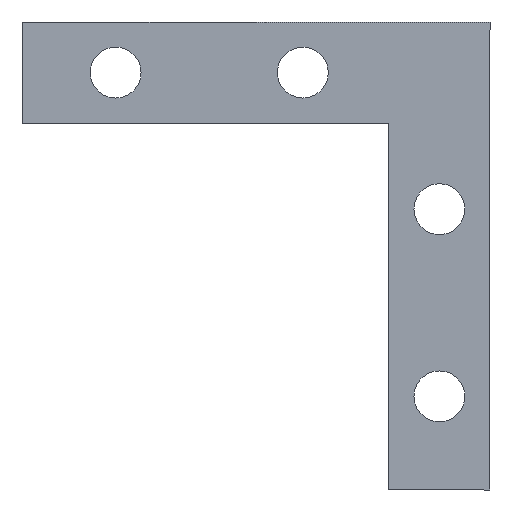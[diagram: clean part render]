
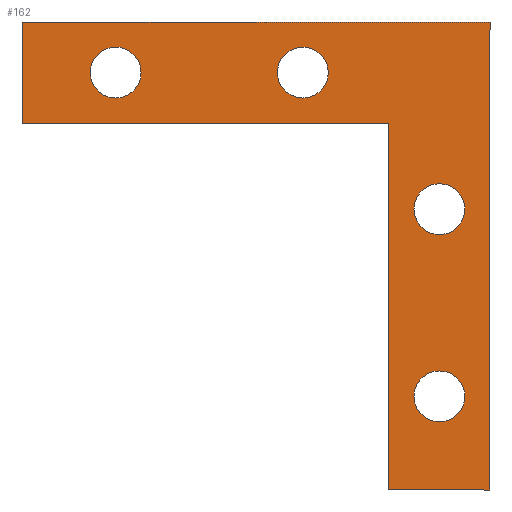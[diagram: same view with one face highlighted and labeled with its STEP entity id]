
A CAD part, front view. The second image highlights one B-rep face of the part: STEP entity #162.
In plain terms, the highlighted planar face has unit normal (0, -1, 0).
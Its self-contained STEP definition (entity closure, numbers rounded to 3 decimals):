
#3 = VERTEX_POINT ( 'NONE', #215 ) ;
#6 = VERTEX_POINT ( 'NONE', #226 ) ;
#7 = CARTESIAN_POINT ( 'NONE',  ( -62.5, 0., -13.5 ) ) ;
#9 = VERTEX_POINT ( 'NONE', #219 ) ;
#10 = VERTEX_POINT ( 'NONE', #216 ) ;
#16 = EDGE_CURVE ( 'NONE', #9, #6, #213, .T. ) ;
#27 = EDGE_CURVE ( 'NONE', #6, #28, #232, .T. ) ;
#28 = VERTEX_POINT ( 'NONE', #238 ) ;
#32 = VERTEX_POINT ( 'NONE', #298 ) ;
#36 = EDGE_CURVE ( 'NONE', #32, #37, #296, .T. ) ;
#37 = VERTEX_POINT ( 'NONE', #297 ) ;
#40 = LINE ( 'NONE', #7, #106 ) ;
#43 = VERTEX_POINT ( 'NONE', #271 ) ;
#45 = VERTEX_POINT ( 'NONE', #277 ) ;
#53 = EDGE_CURVE ( 'NONE', #28, #45, #284, .T. ) ;
#56 = EDGE_CURVE ( 'NONE', #45, #43, #40, .T. ) ;
#64 = VERTEX_POINT ( 'NONE', #384 ) ;
#68 = EDGE_CURVE ( 'NONE', #64, #69, #487, .T. ) ;
#69 = VERTEX_POINT ( 'NONE', #499 ) ;
#83 = EDGE_CURVE ( 'NONE', #10, #3, #397, .T. ) ;
#91 = EDGE_CURVE ( 'NONE', #102, #103, #404, .T. ) ;
#102 = VERTEX_POINT ( 'NONE', #425 ) ;
#103 = VERTEX_POINT ( 'NONE', #429 ) ;
#105 = DIRECTION ( 'NONE',  ( -1., 0., 0. ) ) ;
#106 = VECTOR ( 'NONE', #105, 1000. ) ;
#112 = EDGE_LOOP ( 'NONE', ( #124, #121 ) ) ;
#114 = EDGE_LOOP ( 'NONE', ( #161, #159 ) ) ;
#115 = EDGE_LOOP ( 'NONE', ( #119, #122 ) ) ;
#119 = ORIENTED_EDGE ( 'NONE', *, *, #120, .T. ) ;
#120 = EDGE_CURVE ( 'NONE', #103, #102, #415, .T. ) ;
#121 = ORIENTED_EDGE ( 'NONE', *, *, #36, .T. ) ;
#122 = ORIENTED_EDGE ( 'NONE', *, *, #91, .T. ) ;
#123 = EDGE_CURVE ( 'NONE', #69, #64, #411, .T. ) ;
#124 = ORIENTED_EDGE ( 'NONE', *, *, #179, .T. ) ;
#136 = ORIENTED_EDGE ( 'NONE', *, *, #16, .F. ) ;
#148 = EDGE_CURVE ( 'NONE', #3, #10, #353, .T. ) ;
#150 = ORIENTED_EDGE ( 'NONE', *, *, #83, .T. ) ;
#151 = ORIENTED_EDGE ( 'NONE', *, *, #27, .F. ) ;
#152 = EDGE_LOOP ( 'NONE', ( #136, #208, #154, #153, #181, #151 ) ) ;
#153 = ORIENTED_EDGE ( 'NONE', *, *, #56, .F. ) ;
#154 = ORIENTED_EDGE ( 'NONE', *, *, #172, .F. ) ;
#159 = ORIENTED_EDGE ( 'NONE', *, *, #68, .T. ) ;
#160 = EDGE_LOOP ( 'NONE', ( #180, #150 ) ) ;
#161 = ORIENTED_EDGE ( 'NONE', *, *, #123, .T. ) ;
#162 = ADVANCED_FACE ( 'NONE', ( #338, #336, #339, #340, #352 ), #332, .F. ) ;
#172 = EDGE_CURVE ( 'NONE', #43, #193, #313, .T. ) ;
#179 = EDGE_CURVE ( 'NONE', #37, #32, #314, .T. ) ;
#180 = ORIENTED_EDGE ( 'NONE', *, *, #148, .T. ) ;
#181 = ORIENTED_EDGE ( 'NONE', *, *, #53, .F. ) ;
#193 = VERTEX_POINT ( 'NONE', #463 ) ;
#195 = EDGE_CURVE ( 'NONE', #193, #9, #462, .T. ) ;
#208 = ORIENTED_EDGE ( 'NONE', *, *, #195, .F. ) ;
#211 = DIRECTION ( 'NONE',  ( 0., 0., -1. ) ) ;
#212 = VECTOR ( 'NONE', #211, 1000. ) ;
#213 = LINE ( 'NONE', #221, #212 ) ;
#215 = CARTESIAN_POINT ( 'NONE',  ( -6.75, 0., -46.6 ) ) ;
#216 = CARTESIAN_POINT ( 'NONE',  ( -6.75, 0., -53.4 ) ) ;
#219 = CARTESIAN_POINT ( 'NONE',  ( 0., 0., 0. ) ) ;
#221 = CARTESIAN_POINT ( 'NONE',  ( 0., 0., -62.5 ) ) ;
#226 = CARTESIAN_POINT ( 'NONE',  ( 0., 0., -62.5 ) ) ;
#229 = DIRECTION ( 'NONE',  ( -1., 0., 0. ) ) ;
#230 = VECTOR ( 'NONE', #229, 1000. ) ;
#231 = CARTESIAN_POINT ( 'NONE',  ( -13.5, 0., -62.5 ) ) ;
#232 = LINE ( 'NONE', #231, #230 ) ;
#238 = CARTESIAN_POINT ( 'NONE',  ( -13.5, 0., -62.5 ) ) ;
#271 = CARTESIAN_POINT ( 'NONE',  ( -62.5, 0., -13.5 ) ) ;
#272 = DIRECTION ( 'NONE',  ( 0., 0., 1. ) ) ;
#273 = DIRECTION ( 'NONE',  ( 0., 1., 0. ) ) ;
#274 = AXIS2_PLACEMENT_3D ( 'NONE', #295, #273, #272 ) ;
#277 = CARTESIAN_POINT ( 'NONE',  ( -13.5, 0., -13.5 ) ) ;
#278 = DIRECTION ( 'NONE',  ( 0., 0., 1. ) ) ;
#279 = VECTOR ( 'NONE', #278, 1000. ) ;
#280 = CARTESIAN_POINT ( 'NONE',  ( -13.5, 0., -13.5 ) ) ;
#284 = LINE ( 'NONE', #280, #279 ) ;
#295 = CARTESIAN_POINT ( 'NONE',  ( -50., 0., -6.75 ) ) ;
#296 = CIRCLE ( 'NONE', #274, 3.4 ) ;
#297 = CARTESIAN_POINT ( 'NONE',  ( -50., 0., -3.35 ) ) ;
#298 = CARTESIAN_POINT ( 'NONE',  ( -50., 0., -10.15 ) ) ;
#303 = DIRECTION ( 'NONE',  ( 0., 1., 0. ) ) ;
#304 = DIRECTION ( 'NONE',  ( 0., 0., 1. ) ) ;
#305 = VECTOR ( 'NONE', #304, 1000. ) ;
#310 = CARTESIAN_POINT ( 'NONE',  ( -50., 0., -6.75 ) ) ;
#313 = LINE ( 'NONE', #325, #305 ) ;
#314 = CIRCLE ( 'NONE', #324, 3.4 ) ;
#324 = AXIS2_PLACEMENT_3D ( 'NONE', #310, #303, #466 ) ;
#325 = CARTESIAN_POINT ( 'NONE',  ( -62.5, 0., 0. ) ) ;
#332 = PLANE ( 'NONE',  #341 ) ;
#336 = FACE_BOUND ( 'NONE', #115, .T. ) ;
#338 = FACE_BOUND ( 'NONE', #112, .T. ) ;
#339 = FACE_BOUND ( 'NONE', #114, .T. ) ;
#340 = FACE_BOUND ( 'NONE', #160, .T. ) ;
#341 = AXIS2_PLACEMENT_3D ( 'NONE', #470, #469, #468 ) ;
#342 = DIRECTION ( 'NONE',  ( 0., 0., 1. ) ) ;
#343 = DIRECTION ( 'NONE',  ( 0., 1., 0. ) ) ;
#344 = AXIS2_PLACEMENT_3D ( 'NONE', #350, #343, #342 ) ;
#350 = CARTESIAN_POINT ( 'NONE',  ( -6.75, 0., -50. ) ) ;
#352 = FACE_OUTER_BOUND ( 'NONE', #152, .T. ) ;
#353 = CIRCLE ( 'NONE', #344, 3.4 ) ;
#375 = DIRECTION ( 'NONE',  ( 1., 0., 0. ) ) ;
#384 = CARTESIAN_POINT ( 'NONE',  ( -6.75, 0., -28.4 ) ) ;
#387 = DIRECTION ( 'NONE',  ( 0., 0., 1. ) ) ;
#388 = DIRECTION ( 'NONE',  ( 0., 1., 0. ) ) ;
#389 = CARTESIAN_POINT ( 'NONE',  ( -6.75, 0., -50. ) ) ;
#390 = AXIS2_PLACEMENT_3D ( 'NONE', #389, #388, #387 ) ;
#397 = CIRCLE ( 'NONE', #390, 3.4 ) ;
#403 = AXIS2_PLACEMENT_3D ( 'NONE', #442, #428, #427 ) ;
#404 = CIRCLE ( 'NONE', #403, 3.4 ) ;
#410 = DIRECTION ( 'NONE',  ( 0., 1., 0. ) ) ;
#411 = CIRCLE ( 'NONE', #417, 3.4 ) ;
#415 = CIRCLE ( 'NONE', #419, 3.4 ) ;
#417 = AXIS2_PLACEMENT_3D ( 'NONE', #424, #456, #451 ) ;
#419 = AXIS2_PLACEMENT_3D ( 'NONE', #426, #410, #454 ) ;
#424 = CARTESIAN_POINT ( 'NONE',  ( -6.75, 0., -25. ) ) ;
#425 = CARTESIAN_POINT ( 'NONE',  ( -25., 0., -10.15 ) ) ;
#426 = CARTESIAN_POINT ( 'NONE',  ( -25., 0., -6.75 ) ) ;
#427 = DIRECTION ( 'NONE',  ( 0., 0., 1. ) ) ;
#428 = DIRECTION ( 'NONE',  ( 0., 1., 0. ) ) ;
#429 = CARTESIAN_POINT ( 'NONE',  ( -25., 0., -3.35 ) ) ;
#442 = CARTESIAN_POINT ( 'NONE',  ( -25., 0., -6.75 ) ) ;
#451 = DIRECTION ( 'NONE',  ( 0., 0., 1. ) ) ;
#454 = DIRECTION ( 'NONE',  ( 0., 0., 1. ) ) ;
#456 = DIRECTION ( 'NONE',  ( 0., 1., 0. ) ) ;
#460 = VECTOR ( 'NONE', #375, 1000. ) ;
#461 = CARTESIAN_POINT ( 'NONE',  ( 0., 0., 0. ) ) ;
#462 = LINE ( 'NONE', #461, #460 ) ;
#463 = CARTESIAN_POINT ( 'NONE',  ( -62.5, 0., 0. ) ) ;
#466 = DIRECTION ( 'NONE',  ( 0., 0., 1. ) ) ;
#468 = DIRECTION ( 'NONE',  ( 0., 0., 1. ) ) ;
#469 = DIRECTION ( 'NONE',  ( 0., 1., 0. ) ) ;
#470 = CARTESIAN_POINT ( 'NONE',  ( 0., 0., -62.5 ) ) ;
#487 = CIRCLE ( 'NONE', #496, 3.4 ) ;
#493 = DIRECTION ( 'NONE',  ( 0., 0., 1. ) ) ;
#494 = DIRECTION ( 'NONE',  ( 0., 1., 0. ) ) ;
#495 = CARTESIAN_POINT ( 'NONE',  ( -6.75, 0., -25. ) ) ;
#496 = AXIS2_PLACEMENT_3D ( 'NONE', #495, #494, #493 ) ;
#499 = CARTESIAN_POINT ( 'NONE',  ( -6.75, 0., -21.6 ) ) ;
